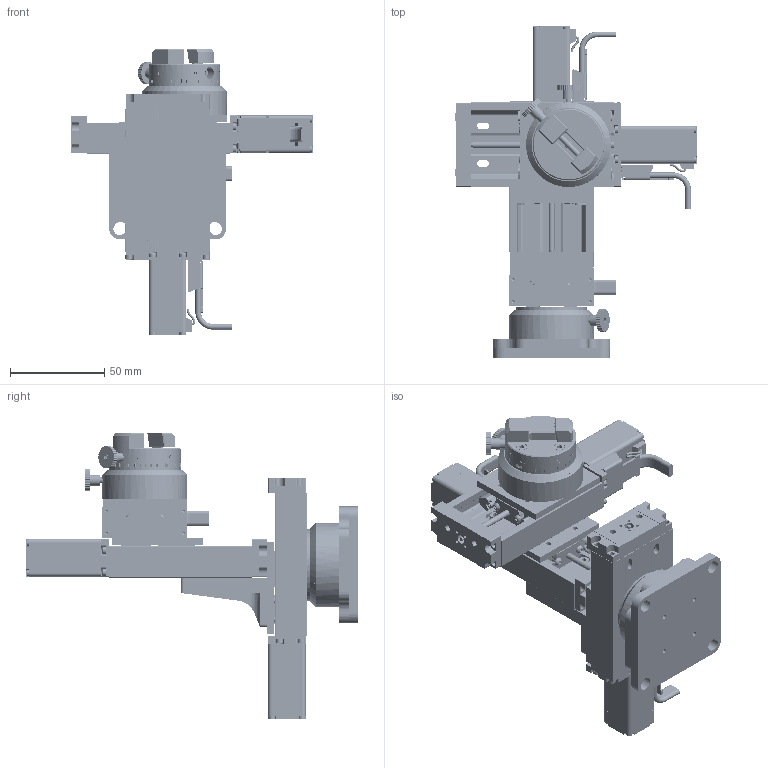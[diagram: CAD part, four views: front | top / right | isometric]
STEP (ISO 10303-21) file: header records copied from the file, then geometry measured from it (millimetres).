
FILE_DESCRIPTION (( 'STEP AP214' ), '1' );
FILE_NAME ('M-LSM-T4A_M-LSM025A025A025ARHF-T4A_M-LSM025A025A025ARHF-T4A.step', '2021-12-15T20:40:54', ( '' ), ( '' ), 'SwSTEP 2.0', 'SolidWorks 2019', '' );
FILE_SCHEMA (( 'AUTOMOTIVE_DESIGN' ));
Length unit declared in the file: millimetre
Products named in the file (1): M-LSM-T4A_M-LSM025A025A025ARHF-T4A_M-LSM025A025A025ARHF-T4A
Bounding box: 128 x 176.05 x 152.05 mm (x, y, z)
Volume: 313765.5 mm3; surface area: 198631.5 mm2
Topology: 184 solids, 184 shells, 8052 faces, 20559 edges, 13107 vertices
Faces by surface type: plane 3420, cylinder 3309, cone 886, bspline 331, torus 82, sphere 24
Entity records: 373959 total; most frequent: CARTESIAN_POINT 85675, DIRECTION 42004, ORIENTED_EDGE 40866, EDGE_CURVE 20433, AXIS2_PLACEMENT_3D 15573, VERTEX_POINT 13107, VECTOR 10858, LINE 10858
